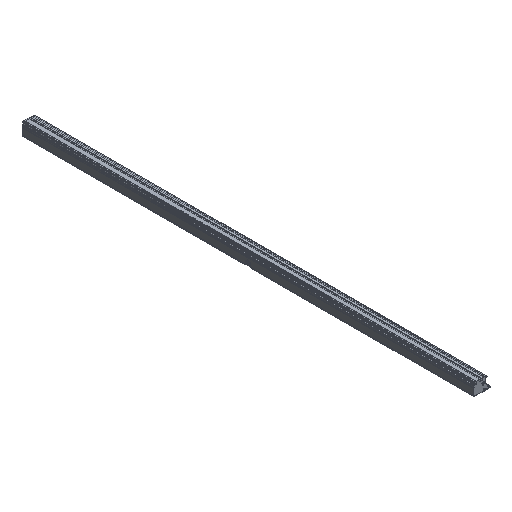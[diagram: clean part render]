
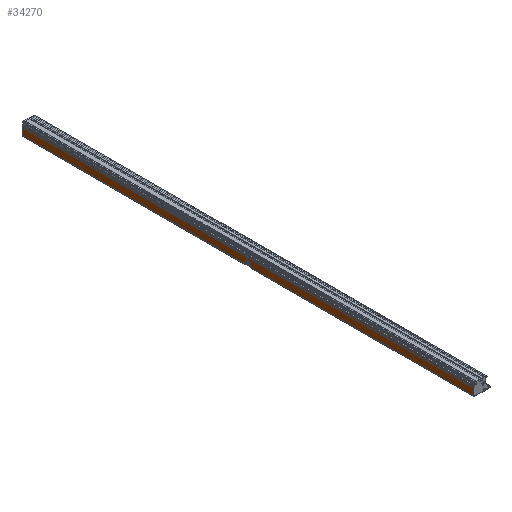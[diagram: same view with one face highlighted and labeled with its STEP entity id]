
A CAD part, isometric view. The second image highlights one B-rep face of the part: STEP entity #34270.
In plain terms, the highlighted face is planar.
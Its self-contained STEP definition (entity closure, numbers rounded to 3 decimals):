
#336 = LINE ( 'NONE', #13018, #38330 ) ;
#825 = VERTEX_POINT ( 'NONE', #34314 ) ;
#1780 = VERTEX_POINT ( 'NONE', #17655 ) ;
#2309 = CIRCLE ( 'NONE', #36212, 10. ) ;
#2509 = CARTESIAN_POINT ( 'NONE',  ( 0., 17.6, 56.5 ) ) ;
#2537 = CARTESIAN_POINT ( 'NONE',  ( 1250., 51.739, 56.5 ) ) ;
#2870 = ORIENTED_EDGE ( 'NONE', *, *, #24869, .T. ) ;
#3100 = EDGE_CURVE ( 'NONE', #20425, #38200, #29343, .T. ) ;
#3169 = LINE ( 'NONE', #9202, #10419 ) ;
#3377 = DIRECTION ( 'NONE',  ( 0., -1., 0. ) ) ;
#3437 = EDGE_CURVE ( 'NONE', #22131, #24545, #20102, .T. ) ;
#5011 = ORIENTED_EDGE ( 'NONE', *, *, #3437, .T. ) ;
#5375 = CARTESIAN_POINT ( 'NONE',  ( 15.127, 5.244, 56.5 ) ) ;
#6757 = FACE_OUTER_BOUND ( 'NONE', #17047, .T. ) ;
#6759 = ORIENTED_EDGE ( 'NONE', *, *, #16266, .F. ) ;
#7267 = CARTESIAN_POINT ( 'NONE',  ( 1250., 51.739, 56.5 ) ) ;
#7484 = VERTEX_POINT ( 'NONE', #13519 ) ;
#8035 = CARTESIAN_POINT ( 'NONE',  ( 1250., 5.244, 56.5 ) ) ;
#9202 = CARTESIAN_POINT ( 'NONE',  ( 12.5, 11.231, 56.5 ) ) ;
#9413 = ORIENTED_EDGE ( 'NONE', *, *, #13959, .T. ) ;
#9558 = ORIENTED_EDGE ( 'NONE', *, *, #33677, .T. ) ;
#9709 = ORIENTED_EDGE ( 'NONE', *, *, #3100, .F. ) ;
#9805 = LINE ( 'NONE', #19397, #24002 ) ;
#10263 = CIRCLE ( 'NONE', #36864, 10. ) ;
#10419 = VECTOR ( 'NONE', #3377, 1000. ) ;
#10744 = DIRECTION ( 'NONE',  ( -1., 0., 0. ) ) ;
#10812 = DIRECTION ( 'NONE',  ( 0., 0., 1. ) ) ;
#11327 = EDGE_CURVE ( 'NONE', #24545, #7484, #36122, .T. ) ;
#11757 = ORIENTED_EDGE ( 'NONE', *, *, #32315, .T. ) ;
#11849 = DIRECTION ( 'NONE',  ( -1., 0., 0. ) ) ;
#11947 = EDGE_CURVE ( 'NONE', #23452, #825, #20346, .T. ) ;
#11998 = CARTESIAN_POINT ( 'NONE',  ( -12.5, 17.6, 56.5 ) ) ;
#12546 = VECTOR ( 'NONE', #14563, 1000. ) ;
#12572 = CARTESIAN_POINT ( 'NONE',  ( 1250., 11.231, 56.5 ) ) ;
#13018 = CARTESIAN_POINT ( 'NONE',  ( 1250., 5.244, 56.5 ) ) ;
#13198 = DIRECTION ( 'NONE',  ( -1., 0., 0. ) ) ;
#13311 = DIRECTION ( 'NONE',  ( 0., 0., 1. ) ) ;
#13519 = CARTESIAN_POINT ( 'NONE',  ( 0., 30.1, 56.5 ) ) ;
#13716 = DIRECTION ( 'NONE',  ( -1., 0., 0. ) ) ;
#13724 = CARTESIAN_POINT ( 'NONE',  ( 22.5, 12., 56.5 ) ) ;
#13959 = EDGE_CURVE ( 'NONE', #33202, #825, #36256, .T. ) ;
#14076 = DIRECTION ( 'NONE',  ( 0., -1., 0. ) ) ;
#14213 = CIRCLE ( 'NONE', #28918, 12.5 ) ;
#14563 = DIRECTION ( 'NONE',  ( 0., -1., 0. ) ) ;
#15179 = DIRECTION ( 'NONE',  ( 0., 0., -1. ) ) ;
#15469 = PLANE ( 'NONE',  #34299 ) ;
#15476 = EDGE_CURVE ( 'NONE', #23452, #22131, #2309, .T. ) ;
#16266 = EDGE_CURVE ( 'NONE', #38200, #35840, #336, .T. ) ;
#16902 = EDGE_CURVE ( 'NONE', #34390, #1780, #3169, .T. ) ;
#17047 = EDGE_LOOP ( 'NONE', ( #19843, #26632, #5011, #40044, #9558, #29031, #11757, #6759, #9709, #2870, #9413 ) ) ;
#17655 = CARTESIAN_POINT ( 'NONE',  ( 12.5, 12., 56.5 ) ) ;
#18187 = CARTESIAN_POINT ( 'NONE',  ( -1250., 51.739, 56.5 ) ) ;
#18343 = CARTESIAN_POINT ( 'NONE',  ( 12.5, 17.6, 56.5 ) ) ;
#19397 = CARTESIAN_POINT ( 'NONE',  ( 1250., 51.739, 56.5 ) ) ;
#19843 = ORIENTED_EDGE ( 'NONE', *, *, #11947, .F. ) ;
#20102 = LINE ( 'NONE', #20319, #34974 ) ;
#20319 = CARTESIAN_POINT ( 'NONE',  ( -12.5, 11.231, 56.5 ) ) ;
#20346 = LINE ( 'NONE', #8035, #21469 ) ;
#20425 = VERTEX_POINT ( 'NONE', #2537 ) ;
#21469 = VECTOR ( 'NONE', #10744, 1000. ) ;
#22131 = VERTEX_POINT ( 'NONE', #35578 ) ;
#22179 = AXIS2_PLACEMENT_3D ( 'NONE', #25721, #38432, #13198 ) ;
#22828 = DIRECTION ( 'NONE',  ( -1., 0., 0. ) ) ;
#23452 = VERTEX_POINT ( 'NONE', #26345 ) ;
#23764 = CARTESIAN_POINT ( 'NONE',  ( -1250., 11.231, 56.5 ) ) ;
#24002 = VECTOR ( 'NONE', #37526, 1000. ) ;
#24545 = VERTEX_POINT ( 'NONE', #11998 ) ;
#24869 = EDGE_CURVE ( 'NONE', #20425, #33202, #9805, .T. ) ;
#25499 = DIRECTION ( 'NONE',  ( 0., 0., -1. ) ) ;
#25721 = CARTESIAN_POINT ( 'NONE',  ( 0., 17.6, 56.5 ) ) ;
#26345 = CARTESIAN_POINT ( 'NONE',  ( -15.127, 5.244, 56.5 ) ) ;
#26632 = ORIENTED_EDGE ( 'NONE', *, *, #15476, .T. ) ;
#26759 = DIRECTION ( 'NONE',  ( 0., 1., 0. ) ) ;
#28918 = AXIS2_PLACEMENT_3D ( 'NONE', #2509, #15179, #11849 ) ;
#29031 = ORIENTED_EDGE ( 'NONE', *, *, #16902, .T. ) ;
#29093 = CARTESIAN_POINT ( 'NONE',  ( 1250., 5.244, 56.5 ) ) ;
#29343 = LINE ( 'NONE', #7267, #32938 ) ;
#31327 = DIRECTION ( 'NONE',  ( -1., 0., 0. ) ) ;
#32315 = EDGE_CURVE ( 'NONE', #1780, #35840, #10263, .T. ) ;
#32938 = VECTOR ( 'NONE', #14076, 1000. ) ;
#33202 = VERTEX_POINT ( 'NONE', #18187 ) ;
#33677 = EDGE_CURVE ( 'NONE', #7484, #34390, #14213, .T. ) ;
#34270 = ADVANCED_FACE ( 'NONE', ( #6757 ), #15469, .F. ) ;
#34299 = AXIS2_PLACEMENT_3D ( 'NONE', #12572, #25499, #31327 ) ;
#34314 = CARTESIAN_POINT ( 'NONE',  ( -1250., 5.244, 56.5 ) ) ;
#34390 = VERTEX_POINT ( 'NONE', #18343 ) ;
#34974 = VECTOR ( 'NONE', #26759, 1000. ) ;
#35578 = CARTESIAN_POINT ( 'NONE',  ( -12.5, 12., 56.5 ) ) ;
#35828 = DIRECTION ( 'NONE',  ( -1., 0., 0. ) ) ;
#35840 = VERTEX_POINT ( 'NONE', #5375 ) ;
#36018 = CARTESIAN_POINT ( 'NONE',  ( -22.5, 12., 56.5 ) ) ;
#36122 = CIRCLE ( 'NONE', #22179, 12.5 ) ;
#36212 = AXIS2_PLACEMENT_3D ( 'NONE', #36018, #13311, #13716 ) ;
#36256 = LINE ( 'NONE', #23764, #12546 ) ;
#36864 = AXIS2_PLACEMENT_3D ( 'NONE', #13724, #10812, #35828 ) ;
#37526 = DIRECTION ( 'NONE',  ( -1., 0., 0. ) ) ;
#38200 = VERTEX_POINT ( 'NONE', #29093 ) ;
#38330 = VECTOR ( 'NONE', #22828, 1000. ) ;
#38432 = DIRECTION ( 'NONE',  ( 0., 0., -1. ) ) ;
#40044 = ORIENTED_EDGE ( 'NONE', *, *, #11327, .T. ) ;
